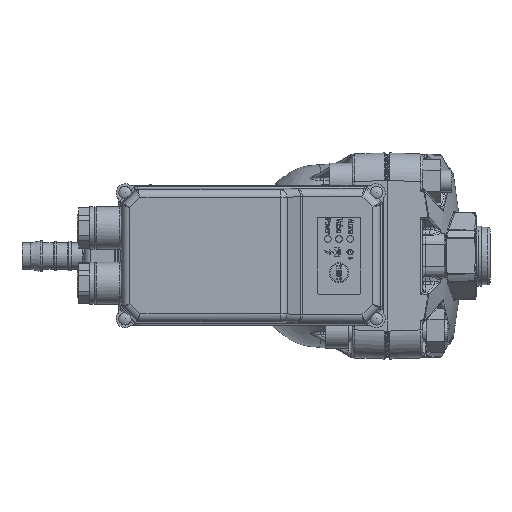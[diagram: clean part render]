
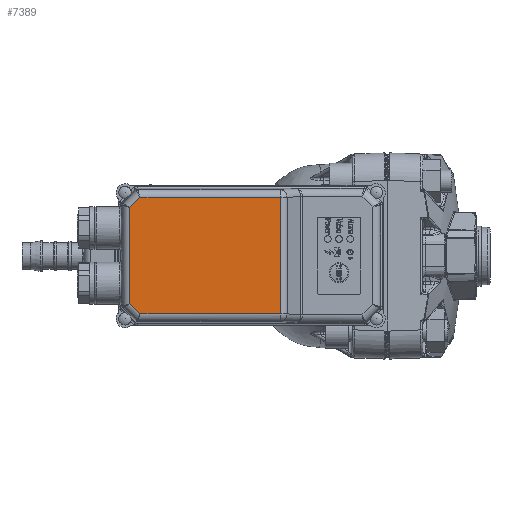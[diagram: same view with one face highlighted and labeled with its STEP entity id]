
A CAD part, top view. The second image highlights one B-rep face of the part: STEP entity #7389.
In plain terms, the highlighted planar face has unit normal (0, 0, 1).
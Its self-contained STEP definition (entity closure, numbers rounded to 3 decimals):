
#7389 = ADVANCED_FACE( '', ( #15616 ), #15617, .F. );
#15616 = FACE_OUTER_BOUND( '', #47609, .T. );
#15617 = PLANE( '', #47610 );
#47609 = EDGE_LOOP( '', ( #73608, #73609, #73610, #73611, #73612, #73613 ) );
#47610 = AXIS2_PLACEMENT_3D( '', #73614, #73615, #73616 );
#73608 = ORIENTED_EDGE( '', *, *, #87135, .T. );
#73609 = ORIENTED_EDGE( '', *, *, #83710, .T. );
#73610 = ORIENTED_EDGE( '', *, *, #84560, .T. );
#73611 = ORIENTED_EDGE( '', *, *, #83442, .T. );
#73612 = ORIENTED_EDGE( '', *, *, #86875, .T. );
#73613 = ORIENTED_EDGE( '', *, *, #86528, .T. );
#73614 = CARTESIAN_POINT( '', ( -126.747, -35., 100.5 ) );
#73615 = DIRECTION( '', ( 0., 0., -1. ) );
#73616 = DIRECTION( '', ( -1., 0., 0. ) );
#83442 = EDGE_CURVE( '', #96289, #92594, #96290, .T. );
#83710 = EDGE_CURVE( '', #88637, #96656, #96658, .T. );
#84560 = EDGE_CURVE( '', #96656, #96289, #97816, .T. );
#86528 = EDGE_CURVE( '', #100275, #90999, #100277, .T. );
#86875 = EDGE_CURVE( '', #92594, #100275, #100664, .T. );
#87135 = EDGE_CURVE( '', #90999, #88637, #100957, .T. );
#88637 = VERTEX_POINT( '', #103219 );
#90999 = VERTEX_POINT( '', #109389 );
#92594 = VERTEX_POINT( '', #113543 );
#96289 = VERTEX_POINT( '', #122371 );
#96290 = LINE( '', #122372, #122373 );
#96656 = VERTEX_POINT( '', #123284 );
#96658 = LINE( '', #123312, #123313 );
#97816 = LINE( '', #126594, #126595 );
#100275 = VERTEX_POINT( '', #133536 );
#100277 = LINE( '', #133538, #133539 );
#100664 = LINE( '', #134464, #134465 );
#100957 = LINE( '', #135113, #135114 );
#103219 = CARTESIAN_POINT( '', ( -116.314, 21.767, 100.5 ) );
#109389 = CARTESIAN_POINT( '', ( -111.764, 26.317, 100.5 ) );
#113543 = CARTESIAN_POINT( '', ( -48.35, -26.317, 100.5 ) );
#122371 = CARTESIAN_POINT( '', ( -111.764, -26.317, 100.5 ) );
#122372 = CARTESIAN_POINT( '', ( -126.747, -26.317, 100.5 ) );
#122373 = VECTOR( '', #142327, 1000. );
#123284 = CARTESIAN_POINT( '', ( -116.314, -21.767, 100.5 ) );
#123312 = CARTESIAN_POINT( '', ( -116.314, -35., 100.5 ) );
#123313 = VECTOR( '', #142560, 1000. );
#126594 = CARTESIAN_POINT( '', ( -114.914, -23.167, 100.5 ) );
#126595 = VECTOR( '', #143449, 1000. );
#133536 = CARTESIAN_POINT( '', ( -48.35, 26.317, 100.5 ) );
#133538 = CARTESIAN_POINT( '', ( -126.747, 26.317, 100.5 ) );
#133539 = VECTOR( '', #145286, 1000. );
#134464 = CARTESIAN_POINT( '', ( -48.35, 29.697, 100.5 ) );
#134465 = VECTOR( '', #145516, 1000. );
#135113 = CARTESIAN_POINT( '', ( -149.914, -11.833, 100.5 ) );
#135114 = VECTOR( '', #145702, 1000. );
#142327 = DIRECTION( '', ( 1., 0., 0. ) );
#142560 = DIRECTION( '', ( 0., -1., 0. ) );
#143449 = DIRECTION( '', ( 0.707, -0.707, 0. ) );
#145286 = DIRECTION( '', ( -1., 0., 0. ) );
#145516 = DIRECTION( '', ( 0., 1., 0. ) );
#145702 = DIRECTION( '', ( -0.707, -0.707, 0. ) );
